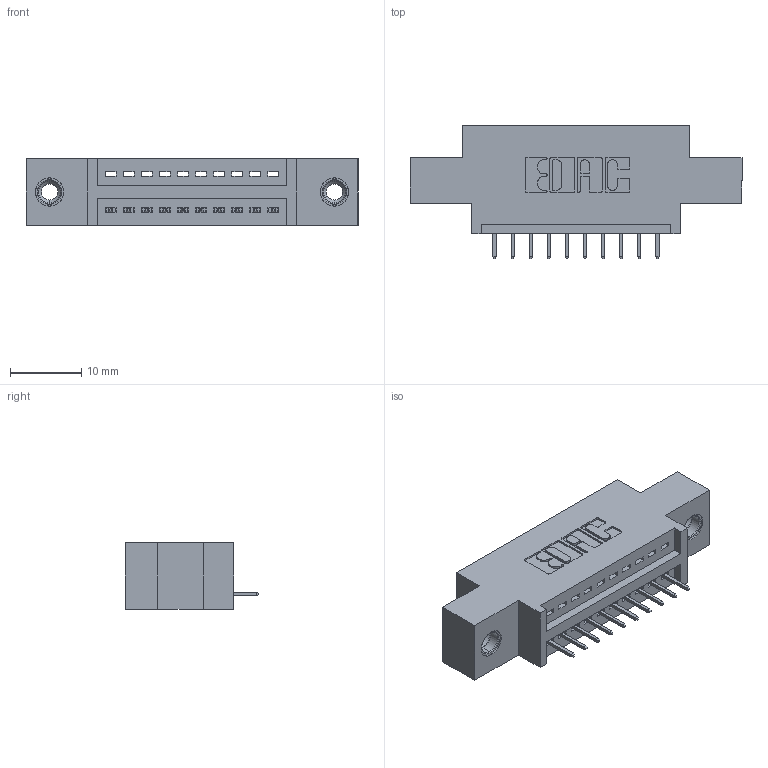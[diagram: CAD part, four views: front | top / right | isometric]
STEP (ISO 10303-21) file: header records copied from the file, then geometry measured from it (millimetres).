
FILE_DESCRIPTION (( 'STEP AP203' ), '1' );
FILE_NAME ('345-010-525-608.STEP', '2020-09-18T23:46:14', ( '' ), ( '' ), 'SwSTEP 2.0', 'SolidWorks 2020', '' );
FILE_SCHEMA (( 'CONFIG_CONTROL_DESIGN' ));
Length unit declared in the file: inch
Products named in the file (4): 345-010-525-608; 345-292-001_345-293-125; 345-250-001_345-250-003-102; 345 Part_0.170 Offset - 0.156 Dia-TI
Assembly tree (13 placements, depth 2):
  345-010-525-608
    345 Part_0.170 Offset - 0.156 Dia-TI
    345-292-001_345-293-125  x10
    345-250-001_345-250-003-102  x2
Bounding box: 46.61 x 18.72 x 9.4 mm (x, y, z)
Volume: 4004.1 mm3; surface area: 4895.7 mm2
Topology: 13 solids, 13 shells, 810 faces, 2289 edges, 1478 vertices
Faces by surface type: plane 576, cylinder 218, cone 12, torus 4
Entity records: 13226 total; most frequent: CARTESIAN_POINT 2273, ORIENTED_EDGE 2210, DIRECTION 2059, EDGE_CURVE 1105, VECTOR 917, LINE 917, VERTEX_POINT 728, AXIS2_PLACEMENT_3D 571
